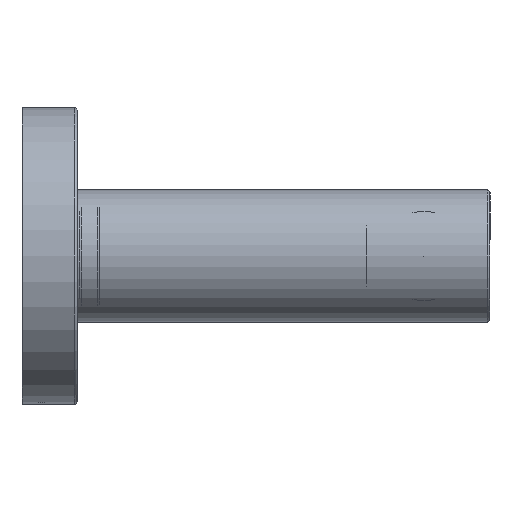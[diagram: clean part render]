
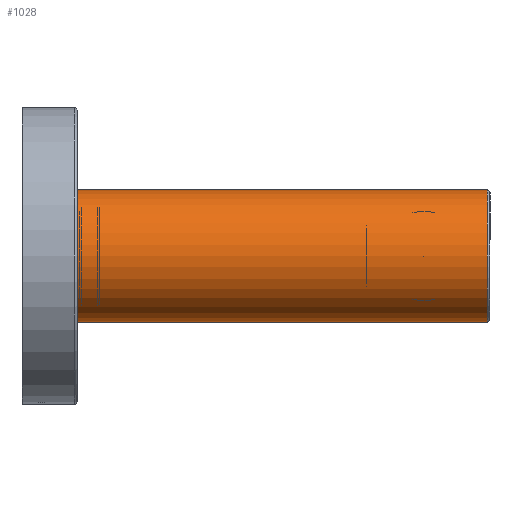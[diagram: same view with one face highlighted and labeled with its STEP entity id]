
A CAD part, left-side view. The second image highlights one B-rep face of the part: STEP entity #1028.
In plain terms, the highlighted cylindrical face has radius 12 mm (diameter 24 mm), a full revolution.
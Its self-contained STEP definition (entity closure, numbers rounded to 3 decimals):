
#80=B_SPLINE_CURVE_WITH_KNOTS('',3,(#1824,#1825,#1826,#1827,#1828,#1829,
#1830,#1831,#1832,#1833,#1834,#1835,#1836,#1837,#1838,#1839,#1840,#1841,
#1842),.UNSPECIFIED.,.F.,.F.,(4,2,2,2,3,2,2,2,4),(-1.273,-0.957,
-0.64,-0.32,0.,0.32,0.64,
0.957,1.273),.UNSPECIFIED.);
#81=B_SPLINE_CURVE_WITH_KNOTS('',3,(#1843,#1844,#1845,#1846,#1847,#1848,
#1849,#1850,#1851,#1852,#1853,#1854,#1855,#1856,#1857,#1858,#1859,#1860),
 .UNSPECIFIED.,.F.,.F.,(4,2,2,2,2,2,2,2,4),(-3.819,-3.503,
-3.186,-2.866,-2.546,-2.226,
-1.906,-1.589,-1.273),.UNSPECIFIED.);
#191=FACE_OUTER_BOUND('',#259,.T.);
#259=EDGE_LOOP('',(#803,#804,#805,#806,#807,#808,#809,#810,#811));
#323=LINE('',#1864,#395);
#324=LINE('',#1865,#396);
#395=VECTOR('',#1446,12.);
#396=VECTOR('',#1447,12.);
#479=CIRCLE('',#1221,12.);
#480=CIRCLE('',#1222,12.);
#485=CIRCLE('',#1232,12.);
#533=VERTEX_POINT('',#1800);
#534=VERTEX_POINT('',#1802);
#540=VERTEX_POINT('',#1821);
#541=VERTEX_POINT('',#1823);
#542=VERTEX_POINT('',#1862);
#629=EDGE_CURVE('',#534,#533,#479,.T.);
#630=EDGE_CURVE('',#533,#534,#480,.T.);
#639=EDGE_CURVE('',#541,#540,#80,.T.);
#640=EDGE_CURVE('',#540,#541,#81,.T.);
#641=EDGE_CURVE('',#542,#542,#485,.T.);
#642=EDGE_CURVE('',#542,#541,#323,.T.);
#643=EDGE_CURVE('',#540,#534,#324,.T.);
#803=ORIENTED_EDGE('',*,*,#641,.T.);
#804=ORIENTED_EDGE('',*,*,#642,.T.);
#805=ORIENTED_EDGE('',*,*,#639,.T.);
#806=ORIENTED_EDGE('',*,*,#643,.T.);
#807=ORIENTED_EDGE('',*,*,#629,.T.);
#808=ORIENTED_EDGE('',*,*,#630,.T.);
#809=ORIENTED_EDGE('',*,*,#643,.F.);
#810=ORIENTED_EDGE('',*,*,#640,.T.);
#811=ORIENTED_EDGE('',*,*,#642,.F.);
#1004=CYLINDRICAL_SURFACE('',#1231,12.);
#1028=ADVANCED_FACE('',(#191),#1004,.T.);
#1221=AXIS2_PLACEMENT_3D('',#1803,#1418,#1419);
#1222=AXIS2_PLACEMENT_3D('',#1804,#1420,#1421);
#1231=AXIS2_PLACEMENT_3D('',#1861,#1442,#1443);
#1232=AXIS2_PLACEMENT_3D('',#1863,#1444,#1445);
#1418=DIRECTION('center_axis',(0.,0.,-1.));
#1419=DIRECTION('ref_axis',(1.,0.,0.));
#1420=DIRECTION('center_axis',(0.,0.,-1.));
#1421=DIRECTION('ref_axis',(1.,0.,0.));
#1442=DIRECTION('center_axis',(0.,0.,-1.));
#1443=DIRECTION('ref_axis',(-1.,0.,0.));
#1444=DIRECTION('center_axis',(0.,0.,1.));
#1445=DIRECTION('ref_axis',(1.,0.,0.));
#1446=DIRECTION('',(0.,0.,1.));
#1447=DIRECTION('',(0.,0.,1.));
#1800=CARTESIAN_POINT('',(-12.,0.,74.5));
#1802=CARTESIAN_POINT('',(12.,0.,74.5));
#1803=CARTESIAN_POINT('Origin',(0.,0.,74.5));
#1804=CARTESIAN_POINT('Origin',(0.,0.,74.5));
#1821=CARTESIAN_POINT('',(12.,0.,71.1));
#1823=CARTESIAN_POINT('',(12.,0.,54.9));
#1824=CARTESIAN_POINT('Ctrl Pts',(12.,0.,54.9));
#1825=CARTESIAN_POINT('Ctrl Pts',(12.,-1.055,54.9));
#1826=CARTESIAN_POINT('Ctrl Pts',(11.85,-2.156,55.118));
#1827=CARTESIAN_POINT('Ctrl Pts',(11.309,-4.144,55.957));
#1828=CARTESIAN_POINT('Ctrl Pts',(10.923,-5.031,56.576));
#1829=CARTESIAN_POINT('Ctrl Pts',(10.162,-6.432,57.977));
#1830=CARTESIAN_POINT('Ctrl Pts',(9.728,-7.046,58.863));
#1831=CARTESIAN_POINT('Ctrl Pts',(9.066,-7.879,60.838));
#1832=CARTESIAN_POINT('Ctrl Pts',(8.854,-8.1,61.933));
#1833=CARTESIAN_POINT('Ctrl Pts',(8.854,-8.1,63.));
#1834=CARTESIAN_POINT('Ctrl Pts',(8.854,-8.1,64.067));
#1835=CARTESIAN_POINT('Ctrl Pts',(9.066,-7.879,65.162));
#1836=CARTESIAN_POINT('Ctrl Pts',(9.728,-7.046,67.137));
#1837=CARTESIAN_POINT('Ctrl Pts',(10.162,-6.432,68.023));
#1838=CARTESIAN_POINT('Ctrl Pts',(10.923,-5.031,69.424));
#1839=CARTESIAN_POINT('Ctrl Pts',(11.309,-4.144,70.043));
#1840=CARTESIAN_POINT('Ctrl Pts',(11.85,-2.156,70.882));
#1841=CARTESIAN_POINT('Ctrl Pts',(12.,-1.055,71.1));
#1842=CARTESIAN_POINT('Ctrl Pts',(12.,0.,71.1));
#1843=CARTESIAN_POINT('Ctrl Pts',(12.,0.,71.1));
#1844=CARTESIAN_POINT('Ctrl Pts',(12.,1.055,71.1));
#1845=CARTESIAN_POINT('Ctrl Pts',(11.85,2.156,70.882));
#1846=CARTESIAN_POINT('Ctrl Pts',(11.309,4.144,70.043));
#1847=CARTESIAN_POINT('Ctrl Pts',(10.923,5.031,69.424));
#1848=CARTESIAN_POINT('Ctrl Pts',(10.162,6.432,68.023));
#1849=CARTESIAN_POINT('Ctrl Pts',(9.728,7.046,67.137));
#1850=CARTESIAN_POINT('Ctrl Pts',(9.066,7.879,65.162));
#1851=CARTESIAN_POINT('Ctrl Pts',(8.854,8.1,64.067));
#1852=CARTESIAN_POINT('Ctrl Pts',(8.854,8.1,61.933));
#1853=CARTESIAN_POINT('Ctrl Pts',(9.066,7.879,60.838));
#1854=CARTESIAN_POINT('Ctrl Pts',(9.728,7.046,58.863));
#1855=CARTESIAN_POINT('Ctrl Pts',(10.162,6.432,57.977));
#1856=CARTESIAN_POINT('Ctrl Pts',(10.923,5.031,56.576));
#1857=CARTESIAN_POINT('Ctrl Pts',(11.309,4.144,55.957));
#1858=CARTESIAN_POINT('Ctrl Pts',(11.85,2.156,55.118));
#1859=CARTESIAN_POINT('Ctrl Pts',(12.,1.055,54.9));
#1860=CARTESIAN_POINT('Ctrl Pts',(12.,0.,54.9));
#1861=CARTESIAN_POINT('Origin',(0.,0.,75.));
#1862=CARTESIAN_POINT('',(12.,0.,0.));
#1863=CARTESIAN_POINT('Origin',(0.,0.,0.));
#1864=CARTESIAN_POINT('',(12.,0.,75.));
#1865=CARTESIAN_POINT('',(12.,0.,75.));
